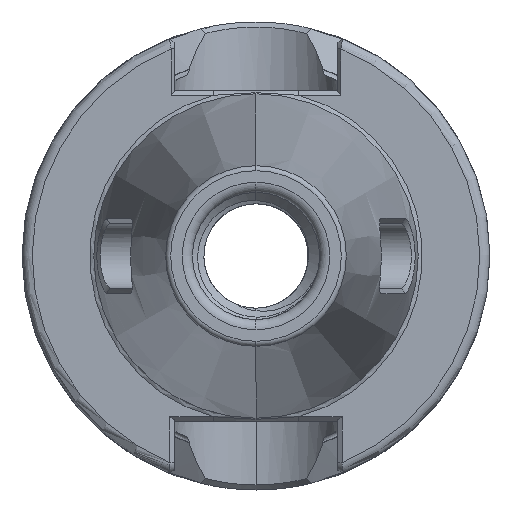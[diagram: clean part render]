
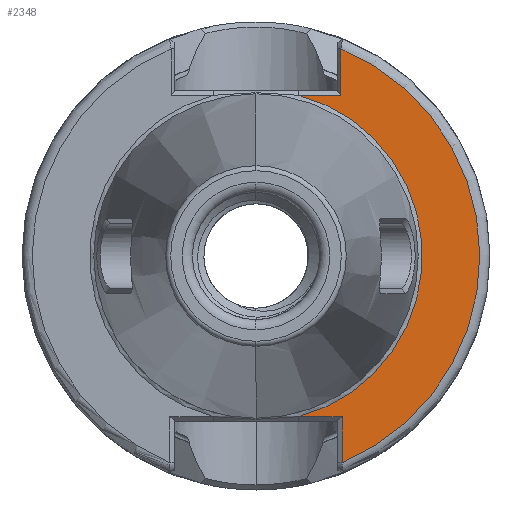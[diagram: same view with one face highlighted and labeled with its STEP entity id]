
A CAD part, left-side view. The second image highlights one B-rep face of the part: STEP entity #2348.
In plain terms, the highlighted planar face has unit normal (-1, 0, 0).
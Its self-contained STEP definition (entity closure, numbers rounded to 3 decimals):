
#91 = AXIS2_PLACEMENT_3D ( 'NONE', #6824, #6825, #6826 ) ;
#928 = PLANE ( 'NONE',  #5031 ) ;
#929 = CARTESIAN_POINT ( 'NONE',  ( 0., 16.348, 0. ) ) ;
#930 = DIRECTION ( 'NONE',  ( -1., 0., 0. ) ) ;
#931 = DIRECTION ( 'NONE',  ( 0., 0., 1. ) ) ;
#1685 = EDGE_LOOP ( 'NONE', ( #5414, #5412, #5413, #5411, #5410, #5409 ) ) ;
#2143 = AXIS2_PLACEMENT_3D ( 'NONE', #3836, #3840, #3841 ) ;
#2147 = VECTOR ( 'NONE', #3826, 1000. ) ;
#2149 = VECTOR ( 'NONE', #3839, 1000. ) ;
#2151 = VECTOR ( 'NONE', #3845, 1000. ) ;
#2153 = VECTOR ( 'NONE', #3848, 1000. ) ;
#2174 = EDGE_CURVE ( 'NONE', #8242, #8243, #3824, .T. ) ;
#2176 = EDGE_CURVE ( 'NONE', #8174, #8242, #3837, .T. ) ;
#2177 = EDGE_CURVE ( 'NONE', #8244, #8243, #4831, .T. ) ;
#2178 = EDGE_CURVE ( 'NONE', #8244, #8245, #3843, .T. ) ;
#2179 = EDGE_CURVE ( 'NONE', #8245, #8169, #3846, .T. ) ;
#2348 = ADVANCED_FACE ( 'NONE', ( #5026 ), #928, .T. ) ;
#2469 = EDGE_CURVE ( 'NONE', #8169, #8174, #4738, .T. ) ;
#2746 = CARTESIAN_POINT ( 'NONE',  ( 0., -4.197, 15.8 ) ) ;
#2751 = CARTESIAN_POINT ( 'NONE',  ( 0., -4.197, -15.8 ) ) ;
#2819 = CARTESIAN_POINT ( 'NONE',  ( 0., -8.461, -15.8 ) ) ;
#2820 = CARTESIAN_POINT ( 'NONE',  ( 0., -8.461, -20.308 ) ) ;
#2821 = CARTESIAN_POINT ( 'NONE',  ( 0., -8.347, 20.355 ) ) ;
#2822 = CARTESIAN_POINT ( 'NONE',  ( 0., -8.347, 15.8 ) ) ;
#3824 = LINE ( 'NONE', #3825, #2147 ) ;
#3825 = CARTESIAN_POINT ( 'NONE',  ( 0., -8.461, -20.474 ) ) ;
#3826 = DIRECTION ( 'NONE',  ( 0., 0., -1. ) ) ;
#3836 = CARTESIAN_POINT ( 'NONE',  ( 0., 0., 0. ) ) ;
#3837 = LINE ( 'NONE', #3838, #2149 ) ;
#3838 = CARTESIAN_POINT ( 'NONE',  ( 0., 1.251, -15.8 ) ) ;
#3839 = DIRECTION ( 'NONE',  ( 0., -1., 0. ) ) ;
#3840 = DIRECTION ( 'NONE',  ( 1., 0., 0. ) ) ;
#3841 = DIRECTION ( 'NONE',  ( 0., 0., -1. ) ) ;
#3843 = LINE ( 'NONE', #3844, #2151 ) ;
#3844 = CARTESIAN_POINT ( 'NONE',  ( 0., -8.347, 0. ) ) ;
#3845 = DIRECTION ( 'NONE',  ( 0., 0., -1. ) ) ;
#3846 = LINE ( 'NONE', #3847, #2153 ) ;
#3847 = CARTESIAN_POINT ( 'NONE',  ( 0., 16.348, 15.8 ) ) ;
#3848 = DIRECTION ( 'NONE',  ( 0., 1., 0. ) ) ;
#4738 = CIRCLE ( 'NONE', #91, 16.348 ) ;
#4831 = CIRCLE ( 'NONE', #2143, 22. ) ;
#5026 = FACE_OUTER_BOUND ( 'NONE', #1685, .T. ) ;
#5031 = AXIS2_PLACEMENT_3D ( 'NONE', #929, #930, #931 ) ;
#5409 = ORIENTED_EDGE ( 'NONE', *, *, #2469, .T. ) ;
#5410 = ORIENTED_EDGE ( 'NONE', *, *, #2179, .T. ) ;
#5411 = ORIENTED_EDGE ( 'NONE', *, *, #2178, .T. ) ;
#5412 = ORIENTED_EDGE ( 'NONE', *, *, #2174, .T. ) ;
#5413 = ORIENTED_EDGE ( 'NONE', *, *, #2177, .F. ) ;
#5414 = ORIENTED_EDGE ( 'NONE', *, *, #2176, .T. ) ;
#6824 = CARTESIAN_POINT ( 'NONE',  ( 0., 0., 0. ) ) ;
#6825 = DIRECTION ( 'NONE',  ( 1., 0., 0. ) ) ;
#6826 = DIRECTION ( 'NONE',  ( 0., 0., -1. ) ) ;
#8169 = VERTEX_POINT ( 'NONE', #2746 ) ;
#8174 = VERTEX_POINT ( 'NONE', #2751 ) ;
#8242 = VERTEX_POINT ( 'NONE', #2819 ) ;
#8243 = VERTEX_POINT ( 'NONE', #2820 ) ;
#8244 = VERTEX_POINT ( 'NONE', #2821 ) ;
#8245 = VERTEX_POINT ( 'NONE', #2822 ) ;
